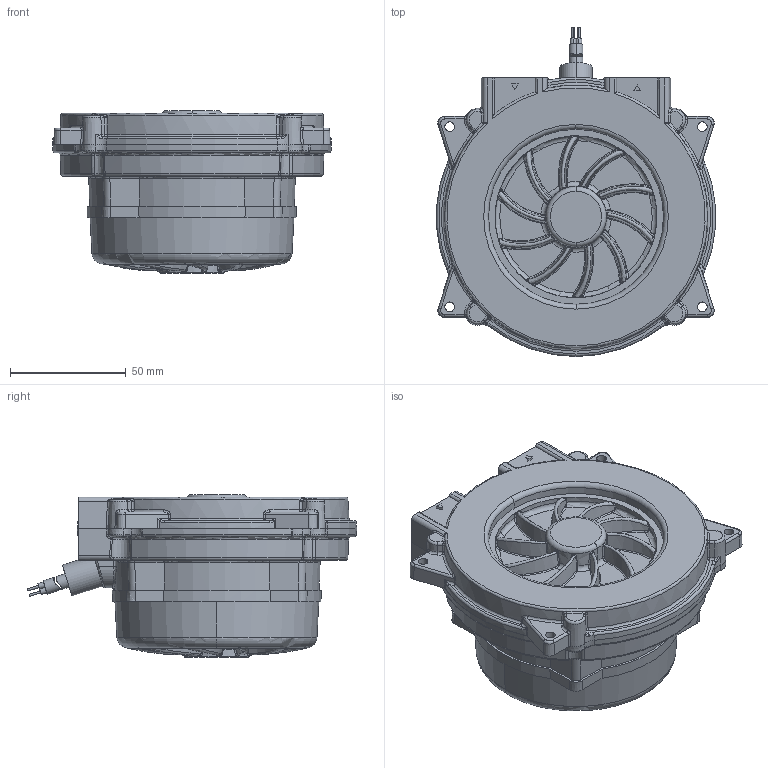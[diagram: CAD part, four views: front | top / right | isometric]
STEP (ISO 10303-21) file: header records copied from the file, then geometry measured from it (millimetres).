
FILE_DESCRIPTION((''),'2;1');
FILE_NAME('MD-000764_ASM','2012-02-10T',('rnennstiel'),('vacuvane vacuum technology gmbh'),'PRO/ENGINEER BY PARAMETRIC TECHNOLOGY CORPORATION, 2010140','PRO/ENGINEER BY PARAMETRIC TECHNOLOGY CORPORATION, 2010140','');
FILE_SCHEMA(('AUTOMOTIVE_DESIGN_CC2 { 1 2 10303 214 -1 1 5 2 }'));
Products named in the file (4): MD-000761; MD-000762; MD-000763; MD-000764_ASM
Assembly tree (3 placements, depth 2):
  MD-000764_ASM
    MD-000761
    MD-000762
    MD-000763
Bounding box: 120.41 x 142.3 x 70.3 mm (x, y, z)
Volume: 513360.8 mm3; surface area: 94130.8 mm2
Topology: 4 solids, 20 shells, 1037 faces, 2473 edges, 1454 vertices
Faces by surface type: bspline 377, cylinder 187, torus 153, plane 148, cone 135, sphere 34, extrusion 3
Entity records: 47335 total; most frequent: CARTESIAN_POINT 25477, ORIENTED_EDGE 4810, DIRECTION 4090, EDGE_CURVE 2437, AXIS2_PLACEMENT_3D 1807, VERTEX_POINT 1452, CIRCLE 1139, EDGE_LOOP 1105
